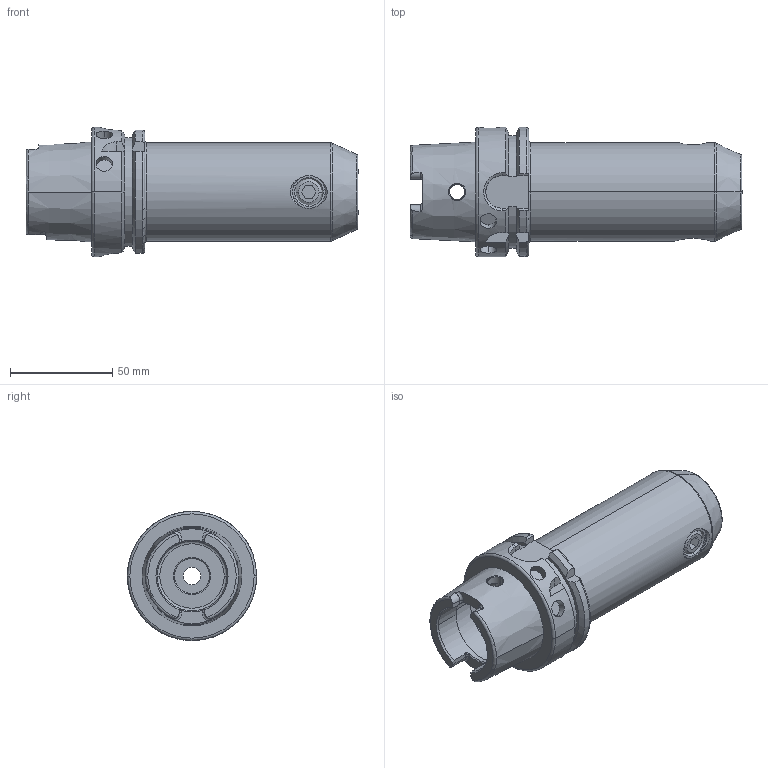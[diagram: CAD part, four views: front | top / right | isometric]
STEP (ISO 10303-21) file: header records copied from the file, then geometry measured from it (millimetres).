
FILE_DESCRIPTION (( 'STEP AP203' ), '1' );
FILE_NAME ('9163A-WE816130.STEP', '2023-05-27T09:45:40', ( '' ), ( '' ), 'SwSTEP 2.0', 'SolidWorks 2018', '' );
FILE_SCHEMA (( 'CONFIG_CONTROL_DESIGN' ));
Length unit declared in the file: millimetre
Products named in the file (4): HSKA63EM16130WW; GS-M14X16-DIN1835-B_ISO 4026 - M12 x 12-N; 9163A-WE816130
Assembly tree (3 placements, depth 3):
  9163A-WE816130
    HSKA63EM16130WW
      HSKA63EM16130WW
      GS-M14X16-DIN1835-B_ISO 4026 - M12 x 12-N
Bounding box: 162 x 63 x 63 mm (x, y, z)
Volume: 249197.2 mm3; surface area: 42676.7 mm2
Topology: 2 solids, 2 shells, 194 faces, 485 edges, 303 vertices
Faces by surface type: plane 61, cylinder 57, cone 31, torus 29, bspline 14, sphere 2
Entity records: 7888 total; most frequent: CARTESIAN_POINT 2989, ORIENTED_EDGE 966, DIRECTION 908, EDGE_CURVE 483, AXIS2_PLACEMENT_3D 366, VERTEX_POINT 303, EDGE_LOOP 212, FACE_OUTER_BOUND 194
